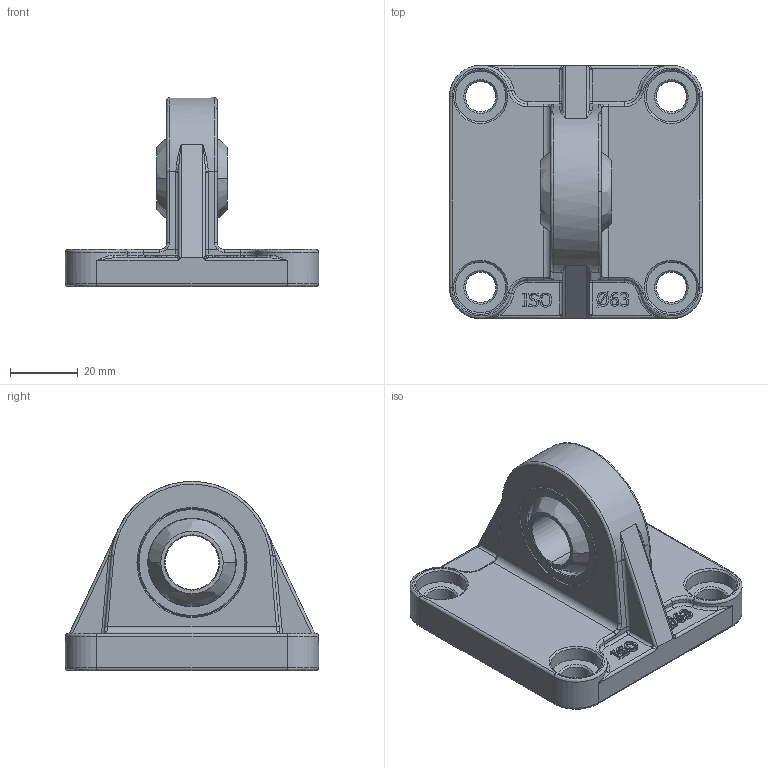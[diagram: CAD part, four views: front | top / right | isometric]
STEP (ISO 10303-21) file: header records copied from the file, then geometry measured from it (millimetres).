
FILE_DESCRIPTION (( 'STEP AP214' ), '1' );
FILE_NAME ('RD000033_ALU.STEP', '2017-02-01T15:47:50', ( '' ), ( '' ), 'SwSTEP 2.0', 'SolidWorks 2016', '' );
FILE_SCHEMA (( 'AUTOMOTIVE_DESIGN' ));
Length unit declared in the file: millimetre
Products named in the file (1): RD000033_ALU
Bounding box: 75 x 75 x 56 mm (x, y, z)
Volume: 68612.9 mm3; surface area: 24437.4 mm2
Topology: 1 solids, 1 shells, 616 faces, 1505 edges, 866 vertices
Faces by surface type: bspline 277, cylinder 185, plane 112, cone 42
Entity records: 22441 total; most frequent: CARTESIAN_POINT 9411, ORIENTED_EDGE 2906, DIRECTION 2320, EDGE_CURVE 1453, AXIS2_PLACEMENT_3D 890, VERTEX_POINT 866, EDGE_LOOP 653, FACE_OUTER_BOUND 616
